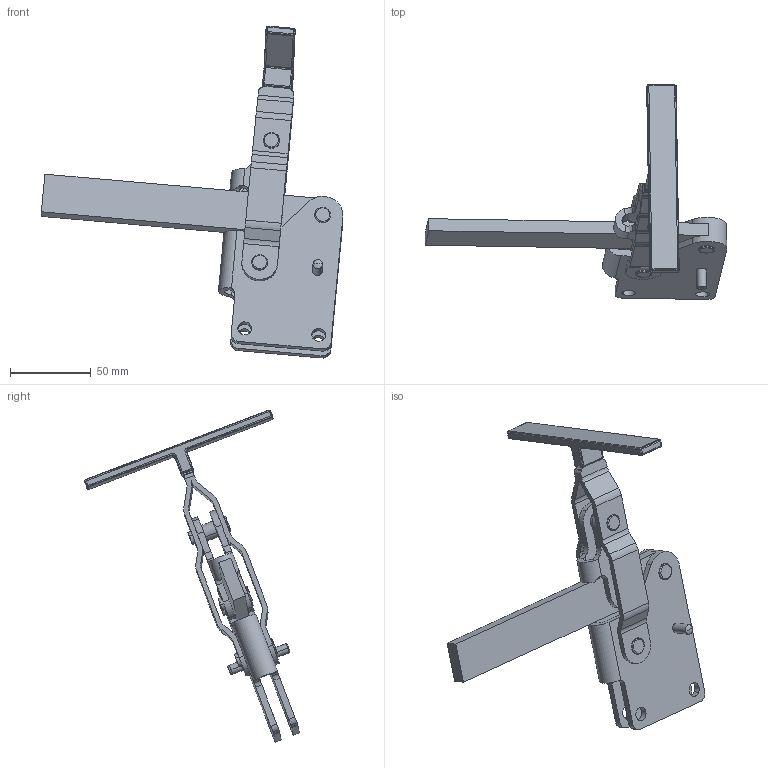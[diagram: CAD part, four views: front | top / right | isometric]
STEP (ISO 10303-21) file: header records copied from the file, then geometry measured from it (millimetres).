
FILE_DESCRIPTION((''),'2;1');
FILE_NAME('215TF.1.stp','2005-08-29T15:25:49',('CAD'),(''),'Autodesk Inventor 8','Autodesk Inventor 8','');
FILE_SCHEMA(('AUTOMOTIVE_DESIGN { 1 0 10303 214 1 1 1 1 }'));
Length unit declared in the file: millimetre
Products named in the file (1): Part32
Bounding box: 186.55 x 132.71 x 205.28 mm (x, y, z)
Volume: 125572.2 mm3; surface area: 62252.6 mm2
Topology: 1 solids, 10 shells, 1206 faces, 3581 edges, 2173 vertices
Faces by surface type: plane 676, cone 298, cylinder 176, bspline 30, sphere 14, torus 12
Entity records: 41054 total; most frequent: CARTESIAN_POINT 9297, ORIENTED_EDGE 7118, DIRECTION 6680, EDGE_CURVE 3559, AXIS2_PLACEMENT_3D 2523, VERTEX_POINT 2173, VECTOR 1634, LINE 1634
